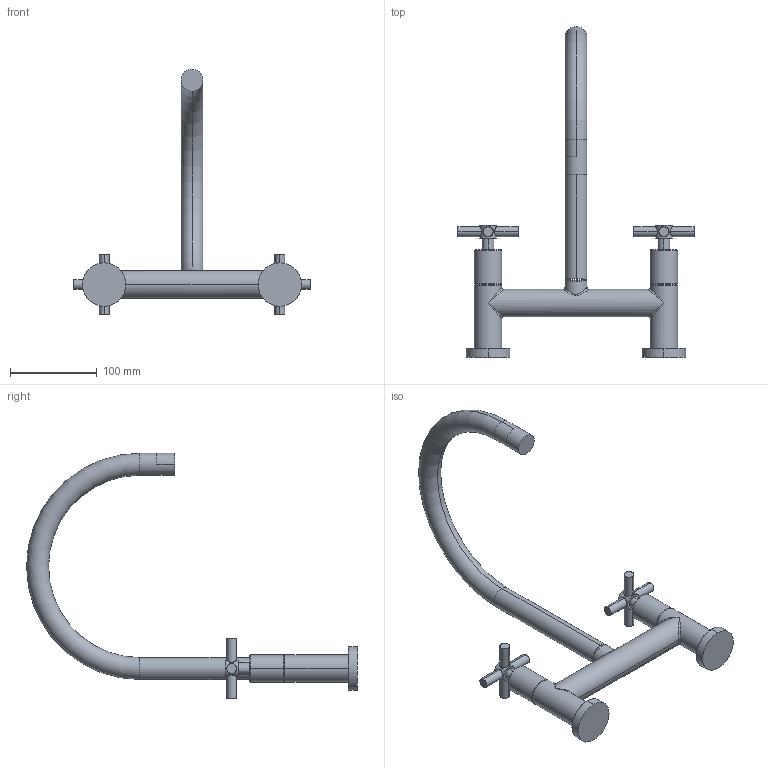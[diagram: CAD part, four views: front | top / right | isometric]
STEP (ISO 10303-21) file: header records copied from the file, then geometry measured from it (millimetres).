
FILE_DESCRIPTION((''),'2;1');
FILE_NAME('1500-5402','2021-02-25T16:16:39',('rsmith'),(''),'CREO PARAMETRIC BY PTC INC, 2018400','CREO PARAMETRIC BY PTC INC, 2018400','');
FILE_SCHEMA(('AUTOMOTIVE_DESIGN { 1 0 10303 214 1 1 1 1 }'));
Length unit declared in the file: inch
Products named in the file (1): 1500-5402
Bounding box: 273.05 x 382.44 x 283.85 mm (x, y, z)
Volume: 685513.2 mm3; surface area: 110327.3 mm2
Topology: 2 solids, 2 shells, 120 faces, 255 edges, 158 vertices
Faces by surface type: cylinder 62, plane 30, torus 10, bspline 10, cone 8
Entity records: 7447 total; most frequent: CARTESIAN_POINT 3019, DIRECTION 563, ORIENTED_EDGE 510, PRESENTATION_STYLE_ASSIGNMENT 365, STYLED_ITEM 257, CURVE_STYLE 255, EDGE_CURVE 255, AXIS2_PLACEMENT_3D 242
